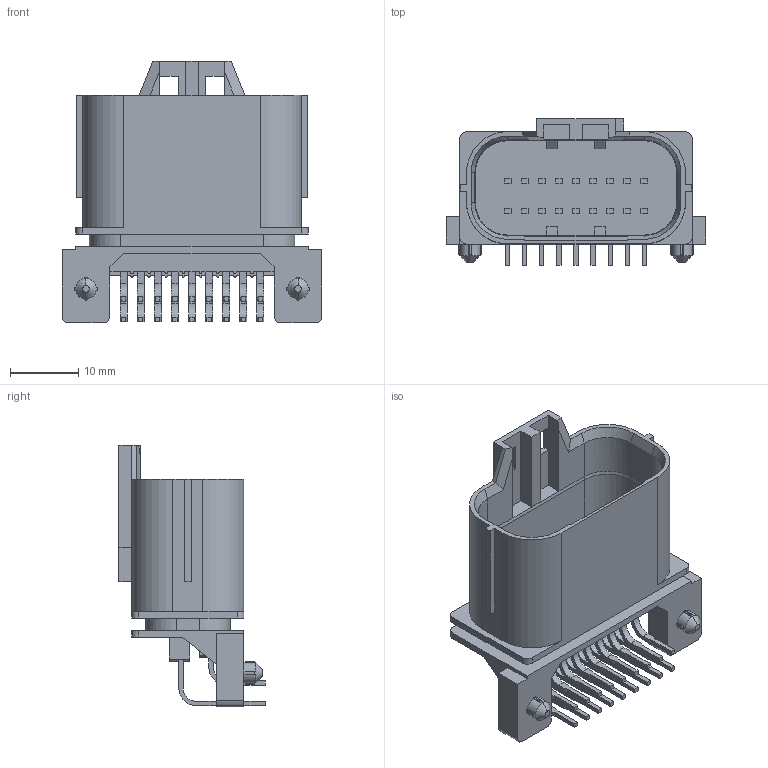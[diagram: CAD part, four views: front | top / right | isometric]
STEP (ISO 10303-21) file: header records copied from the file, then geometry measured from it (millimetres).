
FILE_DESCRIPTION(('STEP AP242'),'1');
FILE_NAME('mx23a18nf1.stp','2021-07-17T00:28:08',('TraceParts'),('TraceParts S.A.'),'Spatial InterOp 3D',' ',' ');
FILE_SCHEMA(('AP242_MANAGED_MODEL_BASED_3D_ENGINEERING_MIM_LF {1 0 10303 442 1 1 4}'));
Length unit declared in the file: millimetre
Products named in the file (1): mx23a18nf1
Bounding box: 38 x 21.4 x 38.3 mm (x, y, z)
Volume: 5426.5 mm3; surface area: 7685.5 mm2
Topology: 1 solids, 1 shells, 603 faces, 1650 edges, 1088 vertices
Faces by surface type: plane 475, cylinder 116, cone 12
Entity records: 18948 total; most frequent: CARTESIAN_POINT 3453, ORIENTED_EDGE 3300, DIRECTION 3065, EDGE_CURVE 1650, LINE 1385, VECTOR 1385, VERTEX_POINT 1088, AXIS2_PLACEMENT_3D 840
